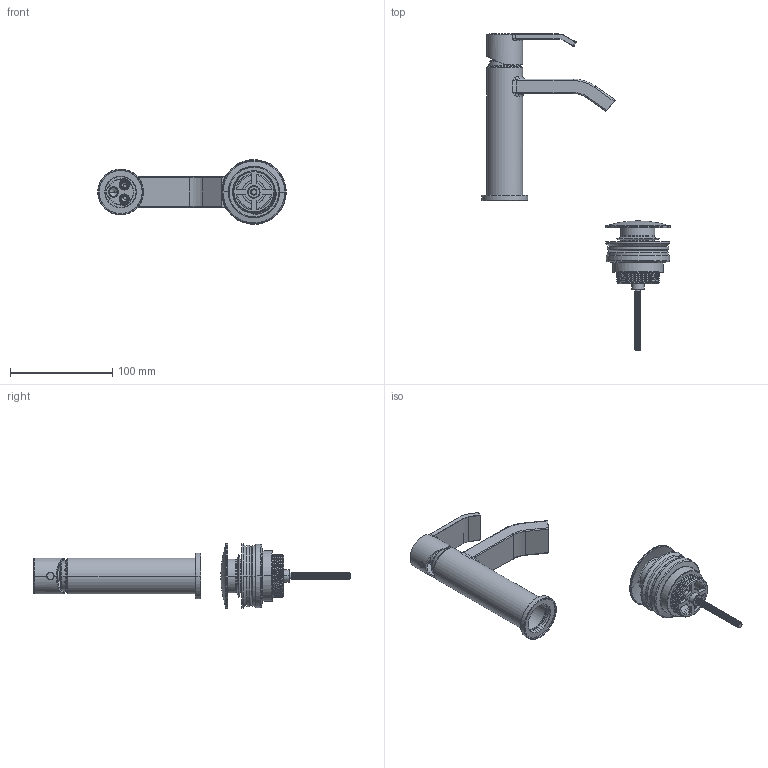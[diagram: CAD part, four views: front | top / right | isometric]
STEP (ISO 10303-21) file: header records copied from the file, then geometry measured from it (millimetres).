
FILE_DESCRIPTION((''),'2;1');
FILE_NAME('500261VIC0_ASM_ASM','2021-07-16T14:01:46',('sruga'),('Armando Vicario'),'CREO PARAMETRIC BY PTC INC, 2019344','CREO PARAMETRIC BY PTC INC, 2019344','');
FILE_SCHEMA(('CONFIG_CONTROL_DESIGN'));
Length unit declared in the file: millimetre
Products named in the file (37): 01000273_1; 01000154_1; 04020204_1; 16001134_ASM_1_ASM; 16001842_ASM_1_ASM; 07000023A_1; 07000023B_1; 07000023D_1; 07000023C_1; 07000023E_1; 07000023F_1; 07000024G_1; 07000024_ASM_1_ASM; 16000685_OBSOLETO_ASM_1_ASM; 06000084_AF0_1; 04000062_AF0_1; 16001838_AF0_ASM_1_ASM; 03000191_1; 06022007_1; 16000657_ASM_1_ASM; 05000016_1; 16001794_ASM_1_ASM; 16001843_ASM_1_ASM; 12000479_AF0_1; 04000012_AF0_1; 16001837_AF0_ASM_1_ASM; 12000518_1; 16001866_ASM_1_ASM; 11000034_1; 16002037_ASM_1_ASM; 10000180_1; 10000181_1; 16001357_ASM_1_ASM; 10000171_ASM_1_ASM; 16001356_ASM_1_ASM; 500261VIC0_ASM_1_ASM; 500261VIC0_ASM_ASM
Assembly tree (36 placements, depth 6):
  500261VIC0_ASM_ASM
    500261VIC0_ASM_1_ASM
      16001842_ASM_1_ASM
        01000273_1
        01000154_1
        16001134_ASM_1_ASM
          04020204_1
      16000685_OBSOLETO_ASM_1_ASM
        07000024_ASM_1_ASM
          07000023A_1
          07000023B_1
          07000023D_1
          07000023C_1
          07000023E_1
          07000023F_1
          07000024G_1
      16001838_AF0_ASM_1_ASM
        06000084_AF0_1
        04000062_AF0_1
      16001843_ASM_1_ASM
        03000191_1
        16000657_ASM_1_ASM
          06022007_1
        16001794_ASM_1_ASM
          05000016_1
      16001837_AF0_ASM_1_ASM
        12000479_AF0_1
        04000012_AF0_1
      16001866_ASM_1_ASM
        12000518_1
      16002037_ASM_1_ASM
        11000034_1
      16001356_ASM_1_ASM
        10000171_ASM_1_ASM
          10000180_1
          16001357_ASM_1_ASM
            10000181_1
Bounding box: 184 x 308.4 x 63.2 mm (x, y, z)
Volume: 193007.2 mm3; surface area: 123725.8 mm2
Topology: 21 solids, 28 shells, 1827 faces, 5185 edges, 3400 vertices
Faces by surface type: plane 910, cylinder 601, cone 127, torus 99, bspline 78, sphere 12
Entity records: 78320 total; most frequent: CARTESIAN_POINT 29407, ORIENTED_EDGE 10290, DIRECTION 9829, EDGE_CURVE 5162, VERTEX_POINT 3400, AXIS2_PLACEMENT_3D 3382, VECTOR 3065, LINE 3065
